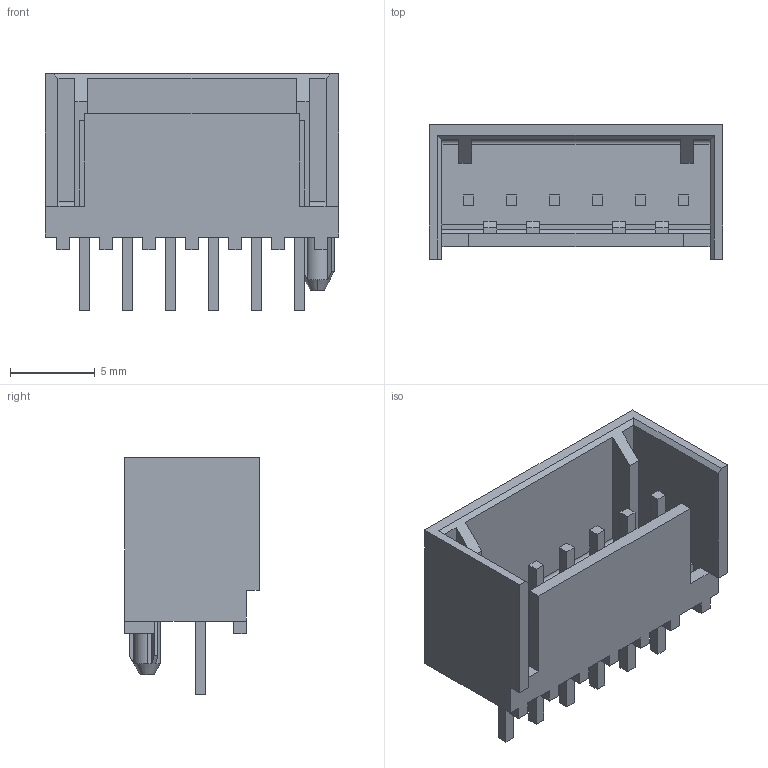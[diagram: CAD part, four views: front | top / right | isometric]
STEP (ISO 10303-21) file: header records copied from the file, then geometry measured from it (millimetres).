
FILE_DESCRIPTION(('STEP AP242'),'1');
FILE_NAME('2-644486-6.stp','2021-05-23T23:34:05',('TraceParts'),('TraceParts S.A.'),'Spatial InterOp 3D',' ',' ');
FILE_SCHEMA(('AP242_MANAGED_MODEL_BASED_3D_ENGINEERING_MIM_LF {1 0 10303 442 1 1 4}'));
Length unit declared in the file: millimetre
Products named in the file (1): 2-644486-6
Bounding box: 17.37 x 7.95 x 13.97 mm (x, y, z)
Volume: 535.8 mm3; surface area: 1251.2 mm2
Topology: 1 solids, 1 shells, 194 faces, 521 edges, 346 vertices
Faces by surface type: plane 180, cylinder 12, cone 2
Entity records: 5988 total; most frequent: CARTESIAN_POINT 1086, ORIENTED_EDGE 1042, DIRECTION 933, EDGE_CURVE 521, LINE 487, VECTOR 487, VERTEX_POINT 346, AXIS2_PLACEMENT_3D 223
